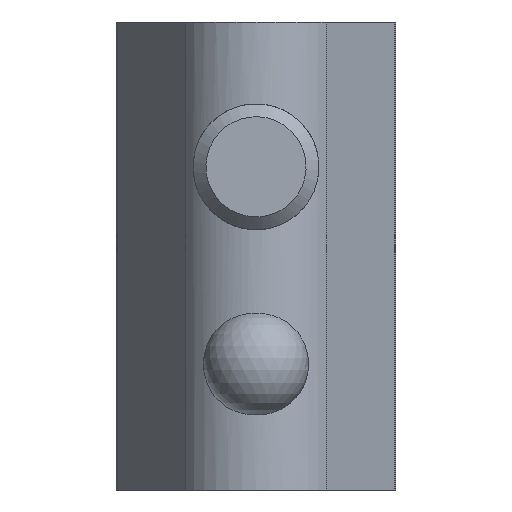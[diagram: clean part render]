
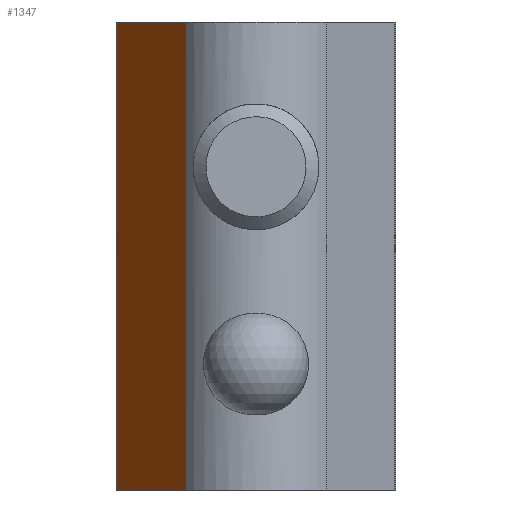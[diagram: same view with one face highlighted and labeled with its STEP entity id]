
A CAD part, front view. The second image highlights one B-rep face of the part: STEP entity #1347.
In plain terms, the highlighted planar face has unit normal (-0.837, -0.547, 0).
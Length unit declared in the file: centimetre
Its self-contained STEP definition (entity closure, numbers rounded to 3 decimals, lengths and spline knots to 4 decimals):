
#85=PLANE('',#1499);
#186=FACE_OUTER_BOUND('',#263,.T.);
#263=EDGE_LOOP('',(#1179,#1180,#1181,#1182));
#404=LINE('',#2392,#500);
#411=LINE('',#2414,#507);
#412=LINE('',#2417,#508);
#413=LINE('',#2489,#509);
#500=VECTOR('',#1817,1.);
#507=VECTOR('',#1838,1.);
#508=VECTOR('',#1843,1.);
#509=VECTOR('',#1858,1.);
#611=VERTEX_POINT('',#2389);
#612=VERTEX_POINT('',#2391);
#619=VERTEX_POINT('',#2411);
#620=VERTEX_POINT('',#2413);
#794=EDGE_CURVE('',#612,#611,#404,.T.);
#805=EDGE_CURVE('',#620,#619,#411,.T.);
#807=EDGE_CURVE('',#620,#611,#412,.T.);
#816=EDGE_CURVE('',#612,#619,#413,.T.);
#1179=ORIENTED_EDGE('',*,*,#807,.F.);
#1180=ORIENTED_EDGE('',*,*,#805,.T.);
#1181=ORIENTED_EDGE('',*,*,#816,.F.);
#1182=ORIENTED_EDGE('',*,*,#794,.T.);
#1347=ADVANCED_FACE('',(#186),#85,.T.);
#1499=AXIS2_PLACEMENT_3D('',#2488,#1856,#1857);
#1817=DIRECTION('',(-0.547,0.837,0.));
#1838=DIRECTION('',(0.547,-0.837,0.));
#1843=DIRECTION('',(0.,0.,1.));
#1856=DIRECTION('center_axis',(-0.837,-0.547,0.));
#1857=DIRECTION('ref_axis',(0.,0.,1.));
#1858=DIRECTION('',(0.,0.,-1.));
#2389=CARTESIAN_POINT('',(-0.2856,-2.8191,0.));
#2391=CARTESIAN_POINT('',(0.0391,-3.3161,0.));
#2392=CARTESIAN_POINT('',(0.0391,-3.3161,0.));
#2411=CARTESIAN_POINT('',(0.0391,-3.3161,-2.23));
#2413=CARTESIAN_POINT('',(-0.2856,-2.8191,-2.23));
#2414=CARTESIAN_POINT('',(0.0391,-3.3161,-2.23));
#2417=CARTESIAN_POINT('',(-0.2856,-2.8191,0.));
#2488=CARTESIAN_POINT('Origin',(-0.326,-2.7573,0.));
#2489=CARTESIAN_POINT('',(0.0391,-3.3161,0.));
